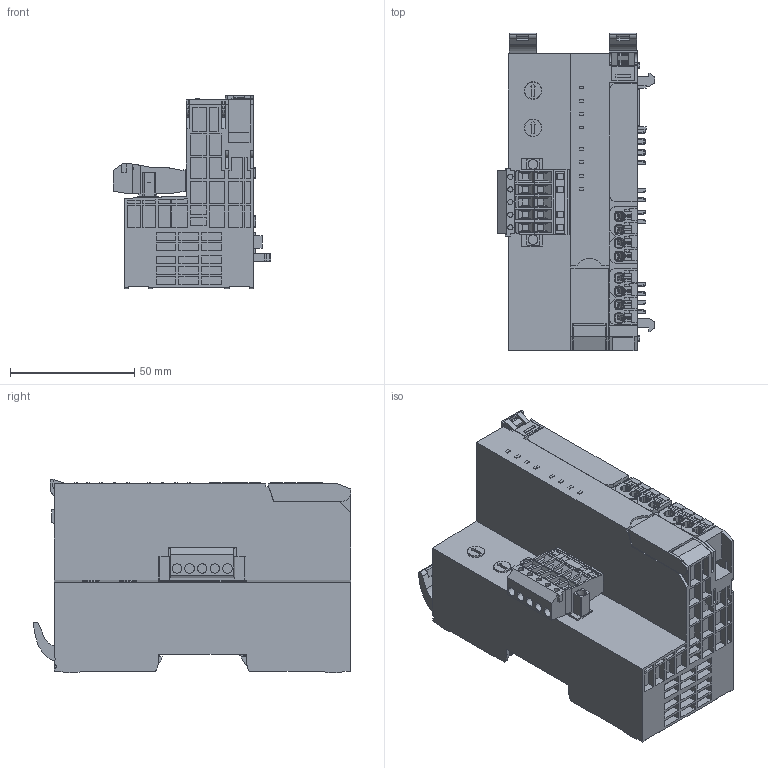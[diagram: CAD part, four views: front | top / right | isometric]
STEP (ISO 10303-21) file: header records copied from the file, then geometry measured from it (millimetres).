
FILE_DESCRIPTION(('CATIA V5 STEP Exchange','CAx-IF Rec.Pracs.--- Model Styling and Organization---1.5--- 2016-08-15','CAx-IF Rec.Pracs.---Supplemental Geometry---1.0---2011-11-01','CAx-IF Rec.Pracs.--- Composite Materials ---1.1---2010-07-15'),'2;1');
FILE_NAME ('D1635049_0', '2024-11-18T07:38:14+00:00', ('none'), ('Weidmueller'), 'CATIA Version 5-6 Release 2022 SP4 HF5', 'CATIA V5 STEP AP214 v3', 'none');
FILE_SCHEMA(('AUTOMOTIVE_DESIGN { 1 0 10303 214 1 1 1 1 }'));
Products named in the file (1): S3D_UR20_FBC_DN
Bounding box: 63.46 x 127.88 x 78.03 mm (x, y, z)
Volume: 337530.2 mm3; surface area: 53488.8 mm2
Topology: 2 solids, 3 shells, 2171 faces, 5950 edges, 3953 vertices
Faces by surface type: plane 1873, cylinder 291, extrusion 7
Entity records: 66454 total; most frequent: CARTESIAN_POINT 12912, ORIENTED_EDGE 11900, DIRECTION 8321, EDGE_CURVE 5950, VECTOR 5096, LINE 5089, VERTEX_POINT 3953, EDGE_LOOP 2355
